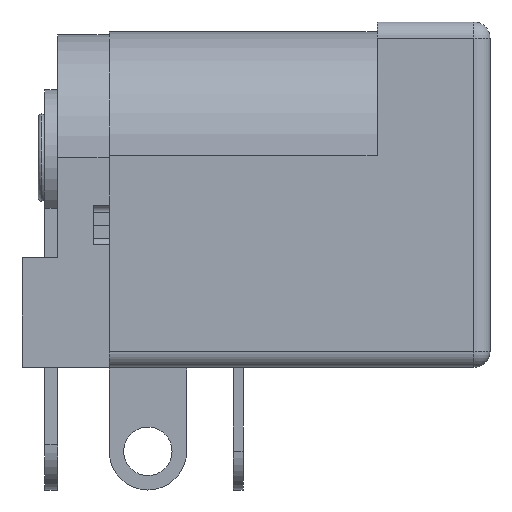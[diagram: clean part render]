
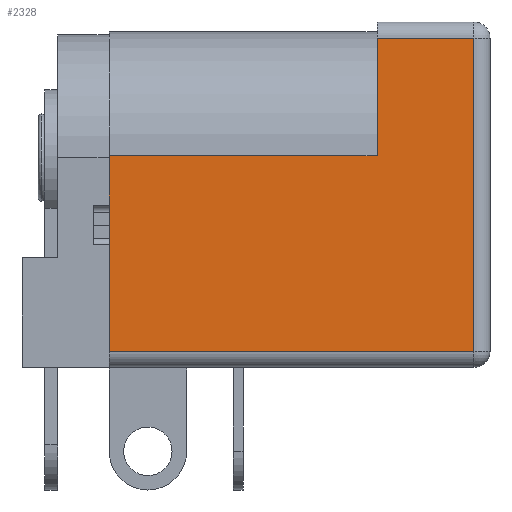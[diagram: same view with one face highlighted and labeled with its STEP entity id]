
A CAD part, left-side view. The second image highlights one B-rep face of the part: STEP entity #2328.
In plain terms, the highlighted planar face has unit normal (-1, 0, 0).
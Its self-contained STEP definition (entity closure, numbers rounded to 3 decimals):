
#948 = VERTEX_POINT('',#949);
#949 = CARTESIAN_POINT('',(-4.5,0.6,0.65));
#956 = EDGE_CURVE('',#948,#957,#959,.T.);
#957 = VERTEX_POINT('',#958);
#958 = CARTESIAN_POINT('',(-4.5,11.9,0.65));
#959 = LINE('',#960,#961);
#960 = CARTESIAN_POINT('',(-4.5,0.1,0.65));
#961 = VECTOR('',#962,1.);
#962 = DIRECTION('',(0.,1.,0.));
#1244 = VERTEX_POINT('',#1245);
#1245 = CARTESIAN_POINT('',(-4.5,11.9,6.7));
#1251 = EDGE_CURVE('',#1244,#957,#1252,.T.);
#1252 = LINE('',#1253,#1254);
#1253 = CARTESIAN_POINT('',(-4.5,11.9,6.7));
#1254 = VECTOR('',#1255,1.);
#1255 = DIRECTION('',(0.,0.,-1.));
#2328 = ADVANCED_FACE('',(#2329),#2363,.T.);
#2329 = FACE_BOUND('',#2330,.T.);
#2330 = EDGE_LOOP('',(#2331,#2332,#2333,#2341,#2349,#2357));
#2331 = ORIENTED_EDGE('',*,*,#1251,.T.);
#2332 = ORIENTED_EDGE('',*,*,#956,.F.);
#2333 = ORIENTED_EDGE('',*,*,#2334,.T.);
#2334 = EDGE_CURVE('',#948,#2335,#2337,.T.);
#2335 = VERTEX_POINT('',#2336);
#2336 = CARTESIAN_POINT('',(-4.5,0.6,10.35));
#2337 = LINE('',#2338,#2339);
#2338 = CARTESIAN_POINT('',(-4.5,0.6,10.85));
#2339 = VECTOR('',#2340,1.);
#2340 = DIRECTION('',(0.,0.,1.));
#2341 = ORIENTED_EDGE('',*,*,#2342,.T.);
#2342 = EDGE_CURVE('',#2335,#2343,#2345,.T.);
#2343 = VERTEX_POINT('',#2344);
#2344 = CARTESIAN_POINT('',(-4.5,3.6,10.35));
#2345 = LINE('',#2346,#2347);
#2346 = CARTESIAN_POINT('',(-4.5,0.1,10.35));
#2347 = VECTOR('',#2348,1.);
#2348 = DIRECTION('',(0.,1.,0.));
#2349 = ORIENTED_EDGE('',*,*,#2350,.F.);
#2350 = EDGE_CURVE('',#2351,#2343,#2353,.T.);
#2351 = VERTEX_POINT('',#2352);
#2352 = CARTESIAN_POINT('',(-4.5,3.6,6.7));
#2353 = LINE('',#2354,#2355);
#2354 = CARTESIAN_POINT('',(-4.5,3.6,0.15));
#2355 = VECTOR('',#2356,1.);
#2356 = DIRECTION('',(0.,0.,1.));
#2357 = ORIENTED_EDGE('',*,*,#2358,.F.);
#2358 = EDGE_CURVE('',#1244,#2351,#2359,.T.);
#2359 = LINE('',#2360,#2361);
#2360 = CARTESIAN_POINT('',(-4.5,11.9,6.7));
#2361 = VECTOR('',#2362,1.);
#2362 = DIRECTION('',(0.,-1.,0.));
#2363 = PLANE('',#2364);
#2364 = AXIS2_PLACEMENT_3D('',#2365,#2366,#2367);
#2365 = CARTESIAN_POINT('',(-4.5,0.1,0.15));
#2366 = DIRECTION('',(-1.,0.,0.));
#2367 = DIRECTION('',(0.,0.,1.));
